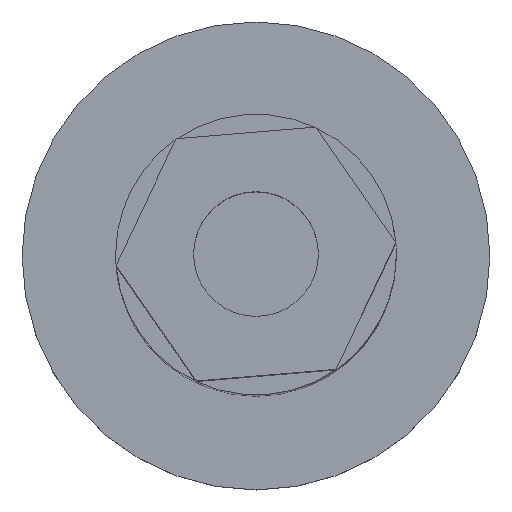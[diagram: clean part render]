
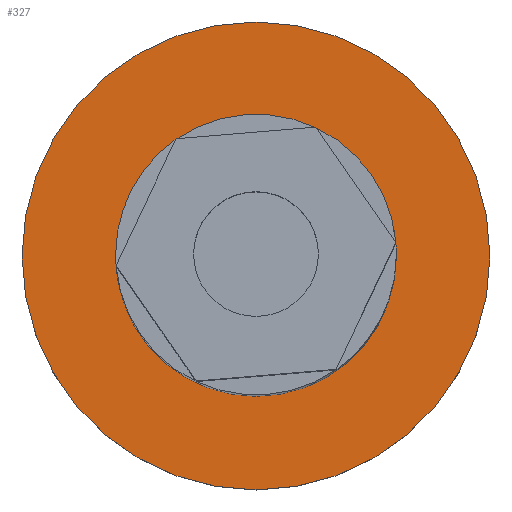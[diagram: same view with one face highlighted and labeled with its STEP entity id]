
A CAD part, top view. The second image highlights one B-rep face of the part: STEP entity #327.
In plain terms, the highlighted planar face has unit normal (0, 0, 1).
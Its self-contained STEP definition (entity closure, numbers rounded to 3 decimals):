
#47 = DIRECTION ( 'NONE',  ( -1., 0., 0. ) ) ;
#58 = CIRCLE ( 'NONE', #655, 4.5 ) ;
#75 = VERTEX_POINT ( 'NONE', #580 ) ;
#83 = CARTESIAN_POINT ( 'NONE',  ( 0., 0., 0. ) ) ;
#139 = DIRECTION ( 'NONE',  ( -1., 0., 0. ) ) ;
#149 = FACE_BOUND ( 'NONE', #232, .T. ) ;
#164 = DIRECTION ( 'NONE',  ( 0., 0., -1. ) ) ;
#177 = CARTESIAN_POINT ( 'NONE',  ( 4.5, 0., 0. ) ) ;
#203 = DIRECTION ( 'NONE',  ( -1., 0., 0. ) ) ;
#226 = CARTESIAN_POINT ( 'NONE',  ( 0., 0., 0. ) ) ;
#232 = EDGE_LOOP ( 'NONE', ( #392, #706 ) ) ;
#244 = CIRCLE ( 'NONE', #566, 7.5 ) ;
#264 = VERTEX_POINT ( 'NONE', #649 ) ;
#288 = ORIENTED_EDGE ( 'NONE', *, *, #461, .F. ) ;
#291 = AXIS2_PLACEMENT_3D ( 'NONE', #331, #613, #203 ) ;
#298 = DIRECTION ( 'NONE',  ( 1., 0., 0. ) ) ;
#311 = EDGE_CURVE ( 'NONE', #639, #264, #714, .T. ) ;
#327 = ADVANCED_FACE ( 'NONE', ( #149, #450 ), #611, .F. ) ;
#331 = CARTESIAN_POINT ( 'NONE',  ( 0., 0., 0. ) ) ;
#352 = DIRECTION ( 'NONE',  ( 0., 0., 1. ) ) ;
#392 = ORIENTED_EDGE ( 'NONE', *, *, #650, .F. ) ;
#413 = CARTESIAN_POINT ( 'NONE',  ( -7.5, 0., 0. ) ) ;
#417 = EDGE_LOOP ( 'NONE', ( #288, #516 ) ) ;
#450 = FACE_OUTER_BOUND ( 'NONE', #417, .T. ) ;
#461 = EDGE_CURVE ( 'NONE', #264, #639, #244, .T. ) ;
#486 = CARTESIAN_POINT ( 'NONE',  ( 0., 0., 0. ) ) ;
#506 = CIRCLE ( 'NONE', #530, 4.5 ) ;
#507 = DIRECTION ( 'NONE',  ( 0., 0., 1. ) ) ;
#516 = ORIENTED_EDGE ( 'NONE', *, *, #311, .F. ) ;
#530 = AXIS2_PLACEMENT_3D ( 'NONE', #486, #352, #298 ) ;
#560 = DIRECTION ( 'NONE',  ( 1., 0., 0. ) ) ;
#561 = DIRECTION ( 'NONE',  ( 0., 0., -1. ) ) ;
#566 = AXIS2_PLACEMENT_3D ( 'NONE', #226, #164, #47 ) ;
#576 = AXIS2_PLACEMENT_3D ( 'NONE', #83, #561, #139 ) ;
#580 = CARTESIAN_POINT ( 'NONE',  ( -4.5, 0., 0. ) ) ;
#608 = VERTEX_POINT ( 'NONE', #177 ) ;
#611 = PLANE ( 'NONE',  #576 ) ;
#613 = DIRECTION ( 'NONE',  ( 0., 0., -1. ) ) ;
#639 = VERTEX_POINT ( 'NONE', #413 ) ;
#649 = CARTESIAN_POINT ( 'NONE',  ( 7.5, 0., 0. ) ) ;
#650 = EDGE_CURVE ( 'NONE', #75, #608, #506, .T. ) ;
#655 = AXIS2_PLACEMENT_3D ( 'NONE', #677, #507, #560 ) ;
#677 = CARTESIAN_POINT ( 'NONE',  ( 0., 0., 0. ) ) ;
#706 = ORIENTED_EDGE ( 'NONE', *, *, #745, .F. ) ;
#714 = CIRCLE ( 'NONE', #291, 7.5 ) ;
#745 = EDGE_CURVE ( 'NONE', #608, #75, #58, .T. ) ;
